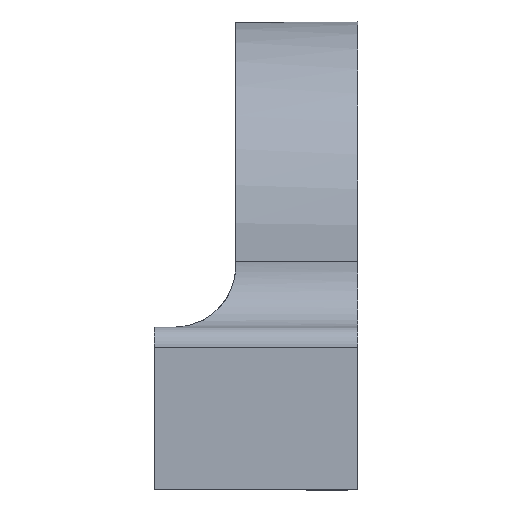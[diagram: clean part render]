
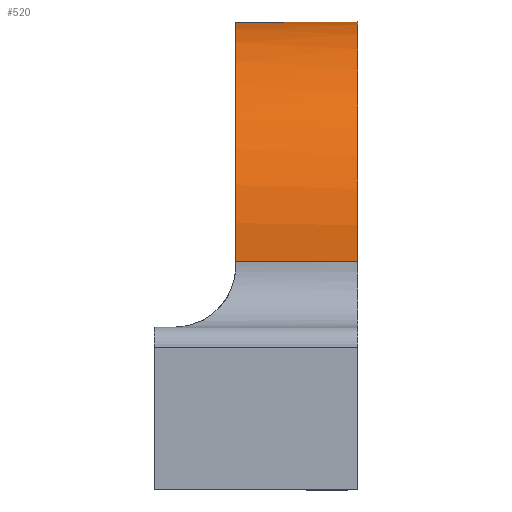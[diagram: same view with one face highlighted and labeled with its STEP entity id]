
A CAD part, front view. The second image highlights one B-rep face of the part: STEP entity #520.
In plain terms, the highlighted cylindrical face has radius 5.5 mm (diameter 11 mm), a partial arc.
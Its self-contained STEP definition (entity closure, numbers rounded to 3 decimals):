
#39=FACE_OUTER_BOUND('',#71,.T.);
#71=EDGE_LOOP('',(#373,#374,#375,#376,#377));
#109=LINE('',#854,#155);
#110=LINE('',#857,#156);
#155=VECTOR('',#656,10.);
#156=VECTOR('',#659,10.);
#196=CIRCLE('',#570,5.5);
#199=CIRCLE('',#574,5.5);
#217=B_SPLINE_CURVE_WITH_KNOTS('',3,(#811,#812,#813,#814,#815,#816,#817,
#818),.UNSPECIFIED.,.F.,.F.,(4,2,2,4),(1.494,1.684,
1.893,1.932),.UNSPECIFIED.);
#223=VERTEX_POINT('',#796);
#224=VERTEX_POINT('',#810);
#235=VERTEX_POINT('',#845);
#238=VERTEX_POINT('',#853);
#239=VERTEX_POINT('',#855);
#273=EDGE_CURVE('',#224,#223,#217,.T.);
#287=EDGE_CURVE('',#235,#224,#196,.T.);
#291=EDGE_CURVE('',#223,#238,#109,.T.);
#292=EDGE_CURVE('',#239,#238,#199,.T.);
#293=EDGE_CURVE('',#235,#239,#110,.T.);
#373=ORIENTED_EDGE('',*,*,#273,.T.);
#374=ORIENTED_EDGE('',*,*,#291,.T.);
#375=ORIENTED_EDGE('',*,*,#292,.F.);
#376=ORIENTED_EDGE('',*,*,#293,.F.);
#377=ORIENTED_EDGE('',*,*,#287,.T.);
#502=CYLINDRICAL_SURFACE('',#573,5.5);
#520=ADVANCED_FACE('',(#39),#502,.T.);
#570=AXIS2_PLACEMENT_3D('',#846,#647,#648);
#573=AXIS2_PLACEMENT_3D('',#852,#654,#655);
#574=AXIS2_PLACEMENT_3D('',#856,#657,#658);
#647=DIRECTION('center_axis',(-1.,0.,0.));
#648=DIRECTION('ref_axis',(0.,-0.997,-0.071));
#654=DIRECTION('center_axis',(-1.,0.,0.));
#655=DIRECTION('ref_axis',(0.,0.,1.));
#656=DIRECTION('',(-1.,0.,0.));
#657=DIRECTION('center_axis',(-1.,0.,0.));
#658=DIRECTION('ref_axis',(0.,-0.997,-0.071));
#659=DIRECTION('',(-1.,0.,0.));
#796=CARTESIAN_POINT('',(27.889,45.128,-4.823));
#810=CARTESIAN_POINT('',(28.,43.642,-0.655));
#811=CARTESIAN_POINT('Ctrl Pts',(28.,43.642,-0.655));
#812=CARTESIAN_POINT('Ctrl Pts',(28.,44.082,-1.121));
#813=CARTESIAN_POINT('Ctrl Pts',(27.97,44.459,-1.691));
#814=CARTESIAN_POINT('Ctrl Pts',(27.911,45.002,-2.991));
#815=CARTESIAN_POINT('Ctrl Pts',(27.887,45.142,-3.733));
#816=CARTESIAN_POINT('Ctrl Pts',(27.887,45.142,-4.56));
#817=CARTESIAN_POINT('Ctrl Pts',(27.888,45.138,-4.691));
#818=CARTESIAN_POINT('Ctrl Pts',(27.889,45.128,-4.823));
#845=CARTESIAN_POINT('',(28.,34.156,-4.823));
#846=CARTESIAN_POINT('Origin',(28.,39.642,-4.43));
#852=CARTESIAN_POINT('Origin',(28.,39.642,-4.43));
#853=CARTESIAN_POINT('',(25.,45.128,-4.823));
#854=CARTESIAN_POINT('',(28.,45.128,-4.823));
#855=CARTESIAN_POINT('',(25.,34.156,-4.823));
#856=CARTESIAN_POINT('Origin',(25.,39.642,-4.43));
#857=CARTESIAN_POINT('',(28.,34.156,-4.823));
